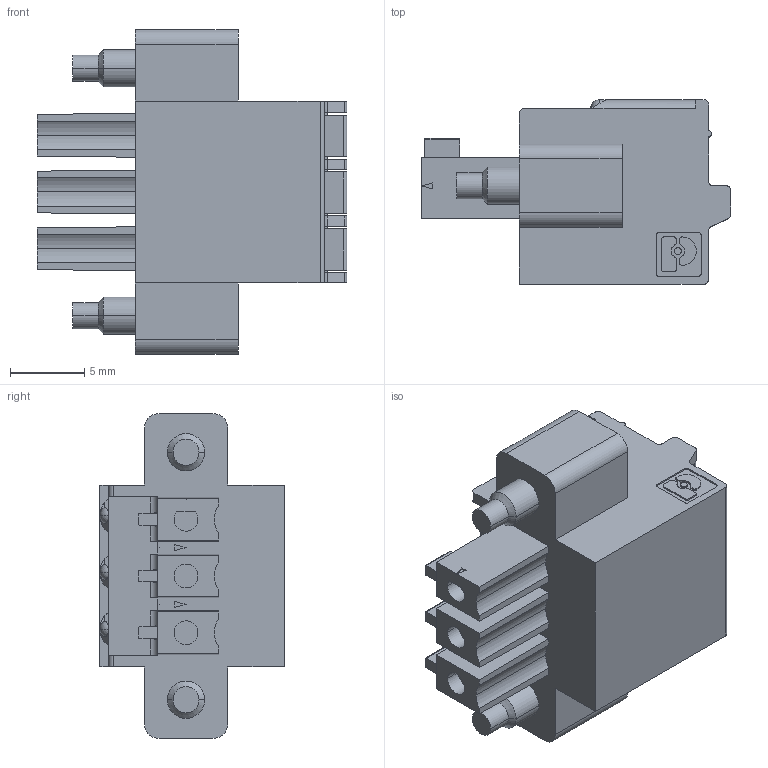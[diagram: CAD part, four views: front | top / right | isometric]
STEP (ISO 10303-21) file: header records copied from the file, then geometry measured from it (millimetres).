
FILE_DESCRIPTION(('SolidDesigner STEP Export'),'1');
FILE_NAME('fk-mcp_1.5-3-stf-3.81.stp','2000-11-24T13:56:51',(''),(''), 'SolidDesigner STEP processor Version: 7.0(Mar 1999)for AP214(CD)(Solid Model)', 'CoCreate SolidDesigner: 08.01 19-Jun-2000(C) CoCreate Software GmbH','');
FILE_SCHEMA(('AUTOMOTIVE_DESIGN_CC2 {1 2 10303 214 -1 1 5 1}'));
Length unit declared in the file: millimetre
Products named in the file (2): fk-mcp_1.5-3-stf-3.81
Assembly tree (1 placements, depth 2):
  fk-mcp_1.5-3-stf-3.81
    fk-mcp_1.5-3-stf-3.81
Bounding box: 20.8 x 12.4 x 21.82 mm (x, y, z)
Volume: 2276 mm3; surface area: 1946.6 mm2
Topology: 1 solids, 1 shells, 402 faces, 1053 edges, 667 vertices
Faces by surface type: plane 223, cylinder 145, cone 22, sphere 12
Entity records: 15745 total; most frequent: CARTESIAN_POINT 3022, ORIENTED_EDGE 2082, DIRECTION 1854, EDGE_CURVE 1041, VERTEX_POINT 667, VECTOR 652, LINE 652, AXIS2_PLACEMENT_3D 601
